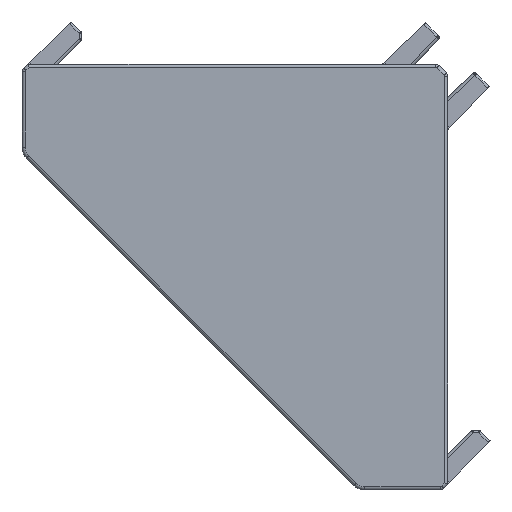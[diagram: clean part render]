
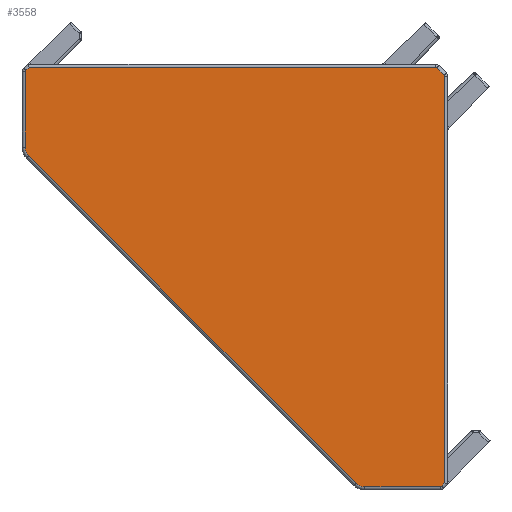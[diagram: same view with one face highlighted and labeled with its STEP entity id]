
A CAD part, left-side view. The second image highlights one B-rep face of the part: STEP entity #3558.
In plain terms, the highlighted planar face has unit normal (-1, 0, 0).
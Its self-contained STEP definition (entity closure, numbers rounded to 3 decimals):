
#143 = CARTESIAN_POINT ( 'NONE',  ( -21., 40.5, -0.757 ) ) ;
#313 = CARTESIAN_POINT ( 'NONE',  ( -21., 40.236, -0.3 ) ) ;
#340 = DIRECTION ( 'NONE',  ( 0., 0., -1. ) ) ;
#485 = ORIENTED_EDGE ( 'NONE', *, *, #3994, .T. ) ;
#541 = DIRECTION ( 'NONE',  ( -1., 0., 0. ) ) ;
#567 = EDGE_CURVE ( 'NONE', #7141, #5721, #2661, .T. ) ;
#743 = CARTESIAN_POINT ( 'NONE',  ( -21., 39.3, -7.945 ) ) ;
#784 = AXIS2_PLACEMENT_3D ( 'NONE', #5554, #12911, #6613 ) ;
#812 = CARTESIAN_POINT ( 'NONE',  ( -21., 0.5, -1.207 ) ) ;
#847 = ORIENTED_EDGE ( 'NONE', *, *, #2189, .T. ) ;
#1005 = CARTESIAN_POINT ( 'NONE',  ( -21., 0.359, -1.066 ) ) ;
#1040 = AXIS2_PLACEMENT_3D ( 'NONE', #12726, #5374, #11673 ) ;
#1077 = CARTESIAN_POINT ( 'NONE',  ( -21., 0.757, -40.5 ) ) ;
#1660 = CARTESIAN_POINT ( 'NONE',  ( -21., 0.757, -40.5 ) ) ;
#1785 = DIRECTION ( 'NONE',  ( 0., 0., -1. ) ) ;
#1796 = EDGE_CURVE ( 'NONE', #3233, #8035, #5591, .T. ) ;
#1823 = DIRECTION ( 'NONE',  ( 0., 0., -1. ) ) ;
#1849 = DIRECTION ( 'NONE',  ( 0., 0., -1. ) ) ;
#1850 = ORIENTED_EDGE ( 'NONE', *, *, #5092, .T. ) ;
#1867 = VECTOR ( 'NONE', #7899, 1000. ) ;
#1973 = LINE ( 'NONE', #8513, #12842 ) ;
#2015 = VERTEX_POINT ( 'NONE', #1005 ) ;
#2189 = EDGE_CURVE ( 'NONE', #3415, #2275, #3760, .T. ) ;
#2275 = VERTEX_POINT ( 'NONE', #8930 ) ;
#2279 = DIRECTION ( 'NONE',  ( 0., -0.707, -0.707 ) ) ;
#2284 = CARTESIAN_POINT ( 'NONE',  ( -21., 40.439, -0.613 ) ) ;
#2661 = CIRCLE ( 'NONE', #12614, 1.2 ) ;
#2713 = VECTOR ( 'NONE', #8363, 1000. ) ;
#2729 = CARTESIAN_POINT ( 'NONE',  ( -21., 7.945, -40.5 ) ) ;
#3167 = AXIS2_PLACEMENT_3D ( 'NONE', #812, #8184, #1849 ) ;
#3233 = VERTEX_POINT ( 'NONE', #8097 ) ;
#3257 = EDGE_CURVE ( 'NONE', #7958, #2015, #8883, .T. ) ;
#3371 = CARTESIAN_POINT ( 'NONE',  ( -21., 8.793, -40.149 ) ) ;
#3415 = VERTEX_POINT ( 'NONE', #1077 ) ;
#3530 = ORIENTED_EDGE ( 'NONE', *, *, #3257, .T. ) ;
#3558 = ADVANCED_FACE ( 'NONE', ( #7723 ), #4505, .F. ) ;
#3752 = VERTEX_POINT ( 'NONE', #6965 ) ;
#3760 = CIRCLE ( 'NONE', #5459, 0.2 ) ;
#3994 = EDGE_CURVE ( 'NONE', #2015, #3233, #8508, .T. ) ;
#4155 = ORIENTED_EDGE ( 'NONE', *, *, #11173, .T. ) ;
#4160 = EDGE_CURVE ( 'NONE', #10557, #7141, #9649, .T. ) ;
#4271 = DIRECTION ( 'NONE',  ( 0., 0.707, 0.707 ) ) ;
#4505 = PLANE ( 'NONE',  #13298 ) ;
#4585 = VERTEX_POINT ( 'NONE', #10939 ) ;
#4751 = EDGE_CURVE ( 'NONE', #4585, #7958, #5511, .T. ) ;
#4816 = DIRECTION ( 'NONE',  ( -1., 0., 0. ) ) ;
#5092 = EDGE_CURVE ( 'NONE', #9118, #3415, #9957, .T. ) ;
#5374 = DIRECTION ( 'NONE',  ( -1., 0., 0. ) ) ;
#5459 = AXIS2_PLACEMENT_3D ( 'NONE', #12195, #4816, #11136 ) ;
#5511 = LINE ( 'NONE', #12577, #2713 ) ;
#5554 = CARTESIAN_POINT ( 'NONE',  ( -21., 40.3, -0.757 ) ) ;
#5560 = ORIENTED_EDGE ( 'NONE', *, *, #4160, .T. ) ;
#5591 = CIRCLE ( 'NONE', #1040, 0.2 ) ;
#5691 = CARTESIAN_POINT ( 'NONE',  ( -21., 40.5, -7.945 ) ) ;
#5700 = VECTOR ( 'NONE', #4271, 1000. ) ;
#5721 = VERTEX_POINT ( 'NONE', #10486 ) ;
#5912 = CARTESIAN_POINT ( 'NONE',  ( -21., -19.89, -19.207 ) ) ;
#6222 = LINE ( 'NONE', #313, #9369 ) ;
#6415 = VERTEX_POINT ( 'NONE', #10228 ) ;
#6509 = VECTOR ( 'NONE', #1823, 1000. ) ;
#6611 = DIRECTION ( 'NONE',  ( 0., 1., 0. ) ) ;
#6613 = DIRECTION ( 'NONE',  ( 0., 0., -1. ) ) ;
#6634 = DIRECTION ( 'NONE',  ( 1., 0., 0. ) ) ;
#6780 = CIRCLE ( 'NONE', #784, 0.2 ) ;
#6849 = CARTESIAN_POINT ( 'NONE',  ( -21., 7.945, -39.3 ) ) ;
#6965 = CARTESIAN_POINT ( 'NONE',  ( -21., 40.114, -0.3 ) ) ;
#6972 = DIRECTION ( 'NONE',  ( 0., -0.695, 0.719 ) ) ;
#7081 = EDGE_CURVE ( 'NONE', #9645, #10557, #6780, .T. ) ;
#7090 = CARTESIAN_POINT ( 'NONE',  ( -21., 40.5, -7.945 ) ) ;
#7141 = VERTEX_POINT ( 'NONE', #5691 ) ;
#7342 = VECTOR ( 'NONE', #6972, 1000. ) ;
#7374 = CARTESIAN_POINT ( 'NONE',  ( -21., 0.3, -1.207 ) ) ;
#7529 = LINE ( 'NONE', #3371, #12783 ) ;
#7537 = ORIENTED_EDGE ( 'NONE', *, *, #1796, .T. ) ;
#7579 = EDGE_LOOP ( 'NONE', ( #12319, #3530, #485, #7537, #4155, #11630, #11282, #5560, #9466, #9108, #10222, #1850, #847, #10515 ) ) ;
#7718 = CIRCLE ( 'NONE', #12075, 1.2 ) ;
#7723 = FACE_OUTER_BOUND ( 'NONE', #7579, .T. ) ;
#7899 = DIRECTION ( 'NONE',  ( 0., -1., 0. ) ) ;
#7916 = DIRECTION ( 'NONE',  ( 0., 0., -1. ) ) ;
#7958 = VERTEX_POINT ( 'NONE', #7374 ) ;
#8035 = VERTEX_POINT ( 'NONE', #8619 ) ;
#8097 = CARTESIAN_POINT ( 'NONE',  ( -21., 1.066, -0.359 ) ) ;
#8121 = DIRECTION ( 'NONE',  ( -1., 0., 0. ) ) ;
#8184 = DIRECTION ( 'NONE',  ( -1., 0., 0. ) ) ;
#8363 = DIRECTION ( 'NONE',  ( 0., 0., 1. ) ) ;
#8457 = EDGE_CURVE ( 'NONE', #3752, #9645, #1973, .T. ) ;
#8508 = LINE ( 'NONE', #12972, #5700 ) ;
#8513 = CARTESIAN_POINT ( 'NONE',  ( -21., 19.207, 19.89 ) ) ;
#8619 = CARTESIAN_POINT ( 'NONE',  ( -21., 1.207, -0.3 ) ) ;
#8883 = CIRCLE ( 'NONE', #3167, 0.2 ) ;
#8930 = CARTESIAN_POINT ( 'NONE',  ( -21., 0.613, -40.439 ) ) ;
#9108 = ORIENTED_EDGE ( 'NONE', *, *, #12733, .T. ) ;
#9118 = VERTEX_POINT ( 'NONE', #2729 ) ;
#9369 = VECTOR ( 'NONE', #6611, 1000. ) ;
#9466 = ORIENTED_EDGE ( 'NONE', *, *, #567, .T. ) ;
#9645 = VERTEX_POINT ( 'NONE', #2284 ) ;
#9649 = LINE ( 'NONE', #7090, #6509 ) ;
#9957 = LINE ( 'NONE', #1660, #1867 ) ;
#10222 = ORIENTED_EDGE ( 'NONE', *, *, #11254, .T. ) ;
#10228 = CARTESIAN_POINT ( 'NONE',  ( -21., 8.793, -40.149 ) ) ;
#10479 = LINE ( 'NONE', #5912, #7342 ) ;
#10486 = CARTESIAN_POINT ( 'NONE',  ( -21., 40.149, -8.793 ) ) ;
#10515 = ORIENTED_EDGE ( 'NONE', *, *, #12954, .T. ) ;
#10557 = VERTEX_POINT ( 'NONE', #143 ) ;
#10631 = DIRECTION ( 'NONE',  ( 0., 0.719, -0.695 ) ) ;
#10939 = CARTESIAN_POINT ( 'NONE',  ( -21., 0.3, -40.114 ) ) ;
#11136 = DIRECTION ( 'NONE',  ( 0., 0., -1. ) ) ;
#11173 = EDGE_CURVE ( 'NONE', #8035, #3752, #6222, .T. ) ;
#11254 = EDGE_CURVE ( 'NONE', #6415, #9118, #7718, .T. ) ;
#11282 = ORIENTED_EDGE ( 'NONE', *, *, #7081, .T. ) ;
#11630 = ORIENTED_EDGE ( 'NONE', *, *, #8457, .T. ) ;
#11673 = DIRECTION ( 'NONE',  ( 0., 0., -1. ) ) ;
#12075 = AXIS2_PLACEMENT_3D ( 'NONE', #6849, #541, #7916 ) ;
#12195 = CARTESIAN_POINT ( 'NONE',  ( -21., 0.757, -40.3 ) ) ;
#12319 = ORIENTED_EDGE ( 'NONE', *, *, #4751, .T. ) ;
#12577 = CARTESIAN_POINT ( 'NONE',  ( -21., 0.3, -1.207 ) ) ;
#12614 = AXIS2_PLACEMENT_3D ( 'NONE', #743, #8121, #1785 ) ;
#12726 = CARTESIAN_POINT ( 'NONE',  ( -21., 1.207, -0.5 ) ) ;
#12733 = EDGE_CURVE ( 'NONE', #5721, #6415, #7529, .T. ) ;
#12783 = VECTOR ( 'NONE', #2279, 1000. ) ;
#12842 = VECTOR ( 'NONE', #10631, 1000. ) ;
#12911 = DIRECTION ( 'NONE',  ( -1., 0., 0. ) ) ;
#12932 = CARTESIAN_POINT ( 'NONE',  ( -21., 0., 0. ) ) ;
#12954 = EDGE_CURVE ( 'NONE', #2275, #4585, #10479, .T. ) ;
#12972 = CARTESIAN_POINT ( 'NONE',  ( -21., 1.066, -0.359 ) ) ;
#13298 = AXIS2_PLACEMENT_3D ( 'NONE', #12932, #6634, #340 ) ;
